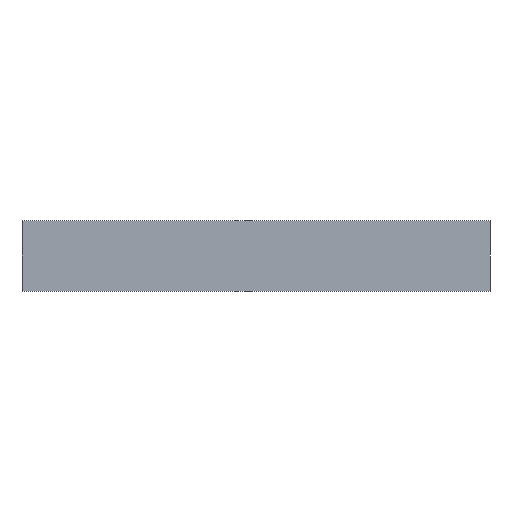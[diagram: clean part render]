
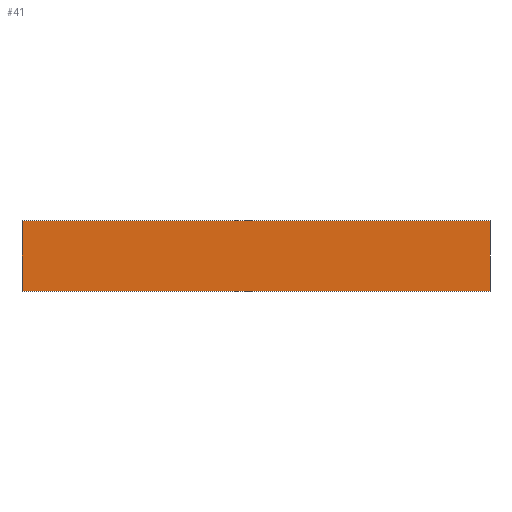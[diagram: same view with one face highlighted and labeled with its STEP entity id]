
A CAD part, front view. The second image highlights one B-rep face of the part: STEP entity #41.
In plain terms, the highlighted planar face has unit normal (0, -1, 0).
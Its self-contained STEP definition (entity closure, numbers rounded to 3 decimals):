
#41=ADVANCED_FACE('',(#57),#56,.F.);
#56=PLANE('',#114);
#57=FACE_OUTER_BOUND('',#115,.T.);
#111=CARTESIAN_POINT('',(-60.398,0.,-18.832));
#112=DIRECTION('',(0.,1.,0.));
#113=DIRECTION('',(0.,0.,1.));
#114=AXIS2_PLACEMENT_3D('',#111,#112,#113);
#115=EDGE_LOOP('',(#140,#141,#142,#143));
#140=ORIENTED_EDGE('',*,*,#164,.T.);
#141=ORIENTED_EDGE('',*,*,#165,.T.);
#142=ORIENTED_EDGE('',*,*,#166,.T.);
#143=ORIENTED_EDGE('',*,*,#167,.T.);
#164=EDGE_CURVE('',#200,#201,#202,.T.);
#165=EDGE_CURVE('',#201,#208,#209,.T.);
#166=EDGE_CURVE('',#208,#215,#216,.T.);
#167=EDGE_CURVE('',#215,#200,#222,.T.);
#200=VERTEX_POINT('',#268);
#201=VERTEX_POINT('',#269);
#202=LINE('',#270,#271);
#208=VERTEX_POINT('',#273);
#209=LINE('',#274,#275);
#215=VERTEX_POINT('',#277);
#216=LINE('',#278,#279);
#222=LINE('',#281,#282);
#268=CARTESIAN_POINT('',(-58.398,0.,-18.532));
#269=CARTESIAN_POINT('',(-38.398,0.,-18.532));
#270=CARTESIAN_POINT('',(-58.398,0.,-18.532));
#271=VECTOR('',#272,20.);
#272=DIRECTION('',(1.,0.,0.));
#273=CARTESIAN_POINT('',(-38.398,0.,-15.532));
#274=CARTESIAN_POINT('',(-38.398,0.,-18.532));
#275=VECTOR('',#276,3.);
#276=DIRECTION('',(0.,0.,1.));
#277=CARTESIAN_POINT('',(-58.398,0.,-15.532));
#278=CARTESIAN_POINT('',(-38.398,0.,-15.532));
#279=VECTOR('',#280,20.);
#280=DIRECTION('',(-1.,0.,0.));
#281=CARTESIAN_POINT('',(-58.398,0.,-15.532));
#282=VECTOR('',#283,3.);
#283=DIRECTION('',(0.,0.,-1.));
